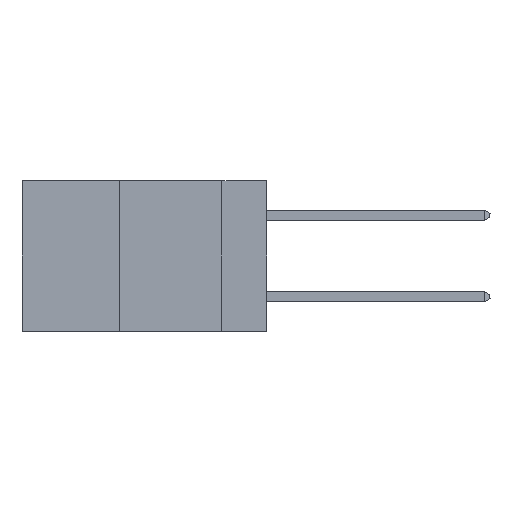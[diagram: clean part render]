
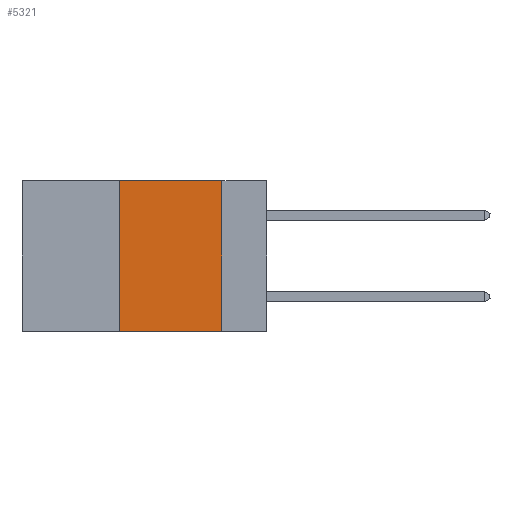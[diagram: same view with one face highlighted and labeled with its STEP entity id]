
A CAD part, left-side view. The second image highlights one B-rep face of the part: STEP entity #5321.
In plain terms, the highlighted planar face has unit normal (-1, 0, 0).
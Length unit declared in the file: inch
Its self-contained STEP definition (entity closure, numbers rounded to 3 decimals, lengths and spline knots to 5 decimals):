
#1451 = CARTESIAN_POINT ( 'NONE',  ( 0., 0.36, -0.37 ) ) ;
#1722 = LINE ( 'NONE', #20316, #10152 ) ;
#3002 = CARTESIAN_POINT ( 'NONE',  ( 0., 0.11, 0. ) ) ;
#3637 = VERTEX_POINT ( 'NONE', #4431 ) ;
#4073 = DIRECTION ( 'NONE',  ( 0., 0., -1. ) ) ;
#4110 = CARTESIAN_POINT ( 'NONE',  ( 0., 0.6, -0.37 ) ) ;
#4431 = CARTESIAN_POINT ( 'NONE',  ( 0., 0.36, 0. ) ) ;
#5121 = DIRECTION ( 'NONE',  ( 1., 0., 0. ) ) ;
#5145 = EDGE_LOOP ( 'NONE', ( #14947, #8036, #8785, #10080 ) ) ;
#5321 = ADVANCED_FACE ( 'NONE', ( #12349 ), #18037, .F. ) ;
#7020 = CARTESIAN_POINT ( 'NONE',  ( 0., 0.11, -0.37 ) ) ;
#8036 = ORIENTED_EDGE ( 'NONE', *, *, #13393, .F. ) ;
#8328 = VERTEX_POINT ( 'NONE', #7020 ) ;
#8785 = ORIENTED_EDGE ( 'NONE', *, *, #10506, .F. ) ;
#9172 = EDGE_CURVE ( 'NONE', #14015, #8328, #11711, .T. ) ;
#10080 = ORIENTED_EDGE ( 'NONE', *, *, #9172, .T. ) ;
#10152 = VECTOR ( 'NONE', #18776, 39.37008 ) ;
#10506 = EDGE_CURVE ( 'NONE', #14015, #3637, #1722, .T. ) ;
#10636 = VECTOR ( 'NONE', #4073, 39.37008 ) ;
#10959 = AXIS2_PLACEMENT_3D ( 'NONE', #14849, #5121, #16489 ) ;
#11508 = CARTESIAN_POINT ( 'NONE',  ( 0., 0.6, 0. ) ) ;
#11711 = LINE ( 'NONE', #4110, #15440 ) ;
#12349 = FACE_OUTER_BOUND ( 'NONE', #5145, .T. ) ;
#13043 = EDGE_CURVE ( 'NONE', #15463, #8328, #14839, .T. ) ;
#13393 = EDGE_CURVE ( 'NONE', #3637, #15463, #20604, .T. ) ;
#14015 = VERTEX_POINT ( 'NONE', #1451 ) ;
#14839 = LINE ( 'NONE', #20255, #10636 ) ;
#14849 = CARTESIAN_POINT ( 'NONE',  ( 0., 0.6, 0. ) ) ;
#14947 = ORIENTED_EDGE ( 'NONE', *, *, #13043, .F. ) ;
#15440 = VECTOR ( 'NONE', #18756, 39.37008 ) ;
#15463 = VERTEX_POINT ( 'NONE', #3002 ) ;
#16347 = VECTOR ( 'NONE', #17927, 39.37008 ) ;
#16489 = DIRECTION ( 'NONE',  ( 0., 0., -1. ) ) ;
#17927 = DIRECTION ( 'NONE',  ( 0., -1., 0. ) ) ;
#18037 = PLANE ( 'NONE',  #10959 ) ;
#18756 = DIRECTION ( 'NONE',  ( 0., -1., 0. ) ) ;
#18776 = DIRECTION ( 'NONE',  ( 0., 0., 1. ) ) ;
#20255 = CARTESIAN_POINT ( 'NONE',  ( 0., 0.11, 0. ) ) ;
#20316 = CARTESIAN_POINT ( 'NONE',  ( 0., 0.36, 0. ) ) ;
#20604 = LINE ( 'NONE', #11508, #16347 ) ;
